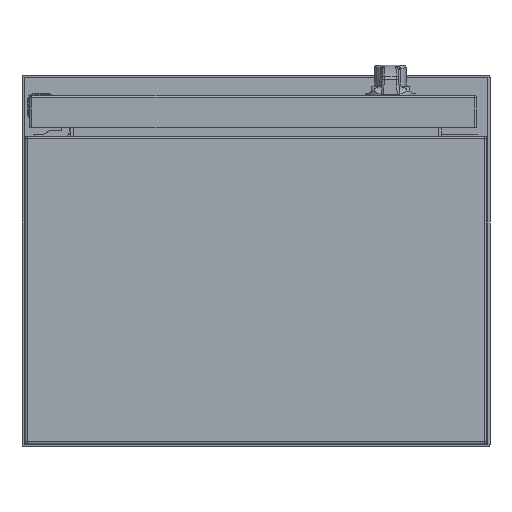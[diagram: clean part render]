
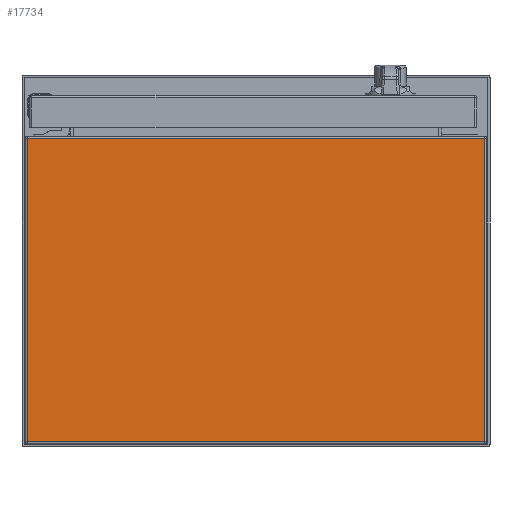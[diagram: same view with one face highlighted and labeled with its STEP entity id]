
A CAD part, front view. The second image highlights one B-rep face of the part: STEP entity #17734.
In plain terms, the highlighted planar face has unit normal (0, -1, 0).
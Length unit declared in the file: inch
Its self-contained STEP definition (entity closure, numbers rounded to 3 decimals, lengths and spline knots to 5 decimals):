
#866 = EDGE_CURVE ( 'NONE', #23485, #33304, #4360, .T. ) ;
#2327 = EDGE_LOOP ( 'NONE', ( #32252, #7063, #46278, #7597 ) ) ;
#2989 = CARTESIAN_POINT ( 'NONE',  ( -11.94, 0., 0.0348 ) ) ;
#4360 = LINE ( 'NONE', #32831, #34100 ) ;
#7063 = ORIENTED_EDGE ( 'NONE', *, *, #51920, .F. ) ;
#7597 = ORIENTED_EDGE ( 'NONE', *, *, #866, .F. ) ;
#8544 = DIRECTION ( 'NONE',  ( 0., 0., 1. ) ) ;
#9087 = LINE ( 'NONE', #50286, #32674 ) ;
#11729 = FACE_OUTER_BOUND ( 'NONE', #2327, .T. ) ;
#11847 = DIRECTION ( 'NONE',  ( 1., 0., 0. ) ) ;
#15593 = DIRECTION ( 'NONE',  ( 0., 0., 1. ) ) ;
#15840 = AXIS2_PLACEMENT_3D ( 'NONE', #23880, #32437, #15593 ) ;
#15852 = VERTEX_POINT ( 'NONE', #35836 ) ;
#17734 = ADVANCED_FACE ( 'NONE', ( #11729 ), #24425, .F. ) ;
#18467 = EDGE_CURVE ( 'NONE', #33304, #20949, #9087, .T. ) ;
#20949 = VERTEX_POINT ( 'NONE', #34997 ) ;
#23485 = VERTEX_POINT ( 'NONE', #2989 ) ;
#23880 = CARTESIAN_POINT ( 'NONE',  ( -12., 0., 0.0948 ) ) ;
#24425 = PLANE ( 'NONE',  #15840 ) ;
#29535 = CARTESIAN_POINT ( 'NONE',  ( -11.94, 0., 0.0948 ) ) ;
#30175 = LINE ( 'NONE', #47035, #37738 ) ;
#31156 = VECTOR ( 'NONE', #8544, 39.37008 ) ;
#32252 = ORIENTED_EDGE ( 'NONE', *, *, #40823, .F. ) ;
#32437 = DIRECTION ( 'NONE',  ( 0., 1., 0. ) ) ;
#32674 = VECTOR ( 'NONE', #54436, 39.37008 ) ;
#32831 = CARTESIAN_POINT ( 'NONE',  ( -12., 0., 0.0348 ) ) ;
#32951 = CARTESIAN_POINT ( 'NONE',  ( -0.06, 0., 0.0348 ) ) ;
#33304 = VERTEX_POINT ( 'NONE', #32951 ) ;
#33514 = DIRECTION ( 'NONE',  ( -1., 0., 0. ) ) ;
#34100 = VECTOR ( 'NONE', #11847, 39.37008 ) ;
#34997 = CARTESIAN_POINT ( 'NONE',  ( -0.06, 0., -7.8452 ) ) ;
#35836 = CARTESIAN_POINT ( 'NONE',  ( -11.94, 0., -7.8452 ) ) ;
#37738 = VECTOR ( 'NONE', #33514, 39.37008 ) ;
#40823 = EDGE_CURVE ( 'NONE', #15852, #23485, #50559, .T. ) ;
#46278 = ORIENTED_EDGE ( 'NONE', *, *, #18467, .F. ) ;
#47035 = CARTESIAN_POINT ( 'NONE',  ( -12., 0., -7.8452 ) ) ;
#50286 = CARTESIAN_POINT ( 'NONE',  ( -0.06, 0., 0.0948 ) ) ;
#50559 = LINE ( 'NONE', #29535, #31156 ) ;
#51920 = EDGE_CURVE ( 'NONE', #20949, #15852, #30175, .T. ) ;
#54436 = DIRECTION ( 'NONE',  ( 0., 0., -1. ) ) ;
